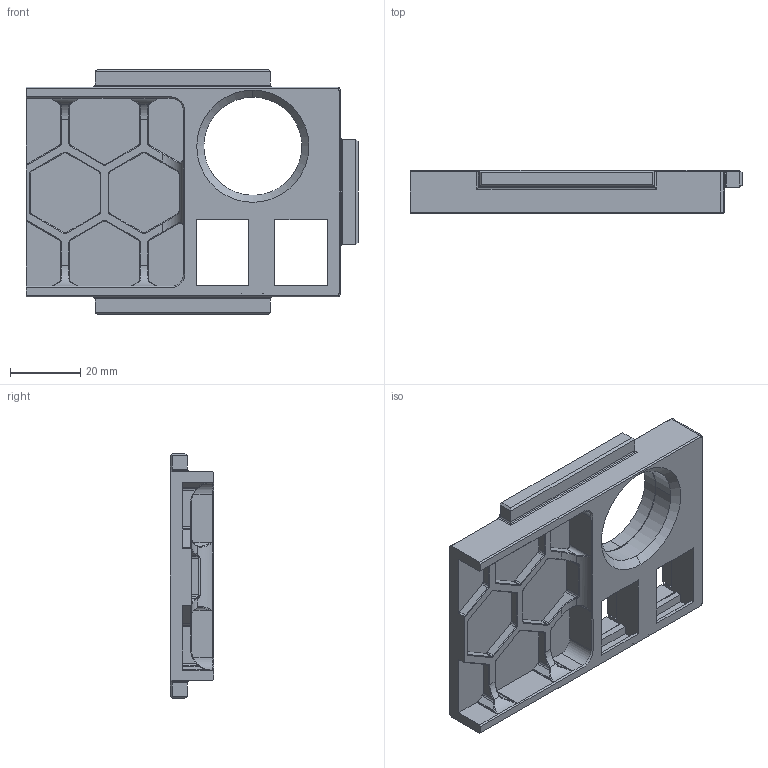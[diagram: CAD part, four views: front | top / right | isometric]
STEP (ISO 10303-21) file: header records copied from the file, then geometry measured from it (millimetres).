
FILE_DESCRIPTION (( 'STEP AP203' ), '1' );
FILE_NAME ('Box_Turtle_right_rear_skirt_dual_keystone.STEP', '2025-02-09T22:29:15', ( '' ), ( '' ), 'SwSTEP 2.0', 'SolidWorks 2025', '' );
FILE_SCHEMA (( 'CONFIG_CONTROL_DESIGN' ));
Length unit declared in the file: millimetre
Products named in the file (1): Box_Turtle_right_rear_skirt_dual_keystone
Bounding box: 94.7 x 12.4 x 69.8 mm (x, y, z)
Volume: 32869.9 mm3; surface area: 21702.4 mm2
Topology: 10 solids, 14 shells, 590 faces, 1478 edges, 913 vertices
Faces by surface type: plane 285, cylinder 148, bspline 82, cone 75
Entity records: 19411 total; most frequent: CARTESIAN_POINT 5841, ORIENTED_EDGE 2936, DIRECTION 2573, EDGE_CURVE 1468, VECTOR 965, LINE 965, VERTEX_POINT 913, AXIS2_PLACEMENT_3D 804
